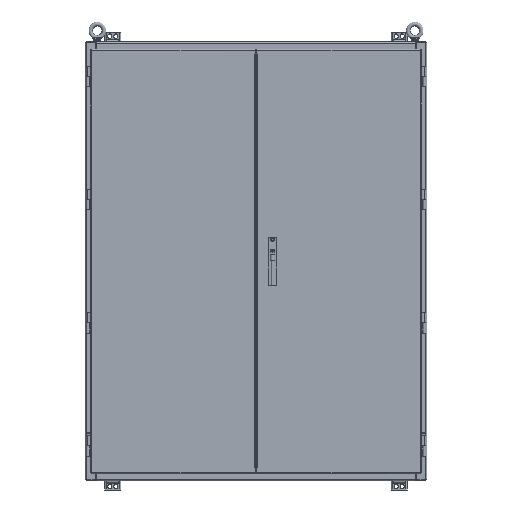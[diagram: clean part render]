
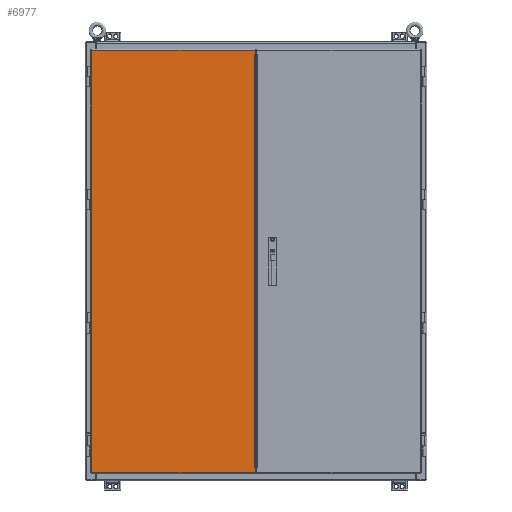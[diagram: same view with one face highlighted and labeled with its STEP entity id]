
A CAD part, front view. The second image highlights one B-rep face of the part: STEP entity #6977.
In plain terms, the highlighted planar face has unit normal (0, -1, 0).
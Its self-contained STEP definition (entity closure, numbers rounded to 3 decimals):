
#6977 = ADVANCED_FACE( '', ( #14858 ), #14859, .T. );
#14858 = FACE_OUTER_BOUND( '', #26082, .T. );
#14859 = PLANE( '', #26083 );
#26082 = EDGE_LOOP( '', ( #50243, #50244, #50245, #50246, #50247, #50248, #50249, #50250, #50251, #50252 ) );
#26083 = AXIS2_PLACEMENT_3D( '', #50253, #50254, #50255 );
#50243 = ORIENTED_EDGE( '', *, *, #67091, .F. );
#50244 = ORIENTED_EDGE( '', *, *, #60434, .T. );
#50245 = ORIENTED_EDGE( '', *, *, #67163, .T. );
#50246 = ORIENTED_EDGE( '', *, *, #67164, .T. );
#50247 = ORIENTED_EDGE( '', *, *, #64876, .T. );
#50248 = ORIENTED_EDGE( '', *, *, #67165, .T. );
#50249 = ORIENTED_EDGE( '', *, *, #65074, .T. );
#50250 = ORIENTED_EDGE( '', *, *, #67064, .F. );
#50251 = ORIENTED_EDGE( '', *, *, #67166, .F. );
#50252 = ORIENTED_EDGE( '', *, *, #65059, .T. );
#50253 = CARTESIAN_POINT( '', ( 0., 0., 0. ) );
#50254 = DIRECTION( '', ( 0., -1., 0. ) );
#50255 = DIRECTION( '', ( 0., 0., -1. ) );
#60434 = EDGE_CURVE( '', #69473, #69471, #69474, .T. );
#64876 = EDGE_CURVE( '', #75743, #74297, #76684, .T. );
#65059 = EDGE_CURVE( '', #75824, #76944, #76946, .T. );
#65074 = EDGE_CURVE( '', #76967, #76968, #76969, .T. );
#67064 = EDGE_CURVE( '', #79686, #76968, #79688, .T. );
#67091 = EDGE_CURVE( '', #69473, #76944, #79722, .T. );
#67163 = EDGE_CURVE( '', #69471, #79801, #79802, .T. );
#67164 = EDGE_CURVE( '', #79801, #75743, #79803, .T. );
#67165 = EDGE_CURVE( '', #74297, #76967, #79804, .T. );
#67166 = EDGE_CURVE( '', #75824, #79686, #79805, .T. );
#69471 = VERTEX_POINT( '', #83771 );
#69473 = VERTEX_POINT( '', #83774 );
#69474 = LINE( '', #83775, #83776 );
#74297 = VERTEX_POINT( '', #96652 );
#75743 = VERTEX_POINT( '', #100870 );
#75824 = VERTEX_POINT( '', #101168 );
#76684 = LINE( '', #103358, #103359 );
#76944 = VERTEX_POINT( '', #104166 );
#76946 = LINE( '', #104168, #104169 );
#76967 = VERTEX_POINT( '', #104199 );
#76968 = VERTEX_POINT( '', #104200 );
#76969 = LINE( '', #104201, #104202 );
#79686 = VERTEX_POINT( '', #112881 );
#79688 = LINE( '', #112884, #112885 );
#79722 = LINE( '', #113014, #113015 );
#79801 = VERTEX_POINT( '', #113206 );
#79802 = LINE( '', #113207, #113208 );
#79803 = LINE( '', #113209, #113210 );
#79804 = LINE( '', #113211, #113212 );
#79805 = LINE( '', #113213, #113214 );
#83771 = CARTESIAN_POINT( '', ( 257.493, 0., 645.467 ) );
#83774 = CARTESIAN_POINT( '', ( 254.013, 0., 645.467 ) );
#83775 = CARTESIAN_POINT( '', ( 257.493, 0., 645.467 ) );
#83776 = VECTOR( '', #117232, 1000. );
#96652 = CARTESIAN_POINT( '', ( -254.013, 0., -660.095 ) );
#100870 = CARTESIAN_POINT( '', ( -254.013, 0., 660.095 ) );
#101168 = CARTESIAN_POINT( '', ( 254.013, 0., -645.465 ) );
#103358 = CARTESIAN_POINT( '', ( -254.013, 0., -663.575 ) );
#103359 = VECTOR( '', #119857, 1000. );
#104166 = CARTESIAN_POINT( '', ( 254.013, 0., 645.465 ) );
#104168 = CARTESIAN_POINT( '', ( 254.013, 0., -645.465 ) );
#104169 = VECTOR( '', #119940, 1000. );
#104199 = CARTESIAN_POINT( '', ( 257.493, 0., -660.095 ) );
#104200 = CARTESIAN_POINT( '', ( 257.493, 0., -645.467 ) );
#104201 = CARTESIAN_POINT( '', ( 257.493, 0., -663.575 ) );
#104202 = VECTOR( '', #119948, 1000. );
#112881 = CARTESIAN_POINT( '', ( 254.013, 0., -645.467 ) );
#112884 = CARTESIAN_POINT( '', ( 257.493, 0., -645.467 ) );
#112885 = VECTOR( '', #120800, 1000. );
#113014 = CARTESIAN_POINT( '', ( 254.013, 0., -645.467 ) );
#113015 = VECTOR( '', #120815, 1000. );
#113206 = CARTESIAN_POINT( '', ( 257.493, 0., 660.095 ) );
#113207 = CARTESIAN_POINT( '', ( 257.493, 0., -663.575 ) );
#113208 = VECTOR( '', #120842, 1000. );
#113209 = CARTESIAN_POINT( '', ( -257.493, 0., 660.095 ) );
#113210 = VECTOR( '', #120843, 1000. );
#113211 = CARTESIAN_POINT( '', ( 257.493, 0., -660.095 ) );
#113212 = VECTOR( '', #120844, 1000. );
#113213 = CARTESIAN_POINT( '', ( 254.013, 0., -645.467 ) );
#113214 = VECTOR( '', #120845, 1000. );
#117232 = DIRECTION( '', ( 1., 0., 0. ) );
#119857 = DIRECTION( '', ( 0., 0., -1. ) );
#119940 = DIRECTION( '', ( 0., 0., 1. ) );
#119948 = DIRECTION( '', ( 0., 0., 1. ) );
#120800 = DIRECTION( '', ( 1., 0., 0. ) );
#120815 = DIRECTION( '', ( 0., 0., -1. ) );
#120842 = DIRECTION( '', ( 0., 0., 1. ) );
#120843 = DIRECTION( '', ( -1., 0., 0. ) );
#120844 = DIRECTION( '', ( 1., 0., 0. ) );
#120845 = DIRECTION( '', ( 0., 0., -1. ) );
